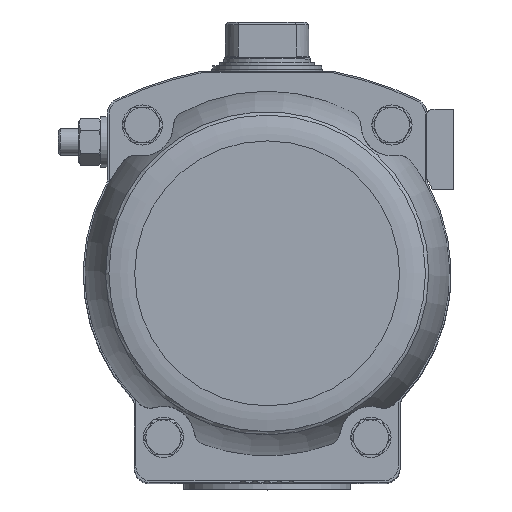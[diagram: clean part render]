
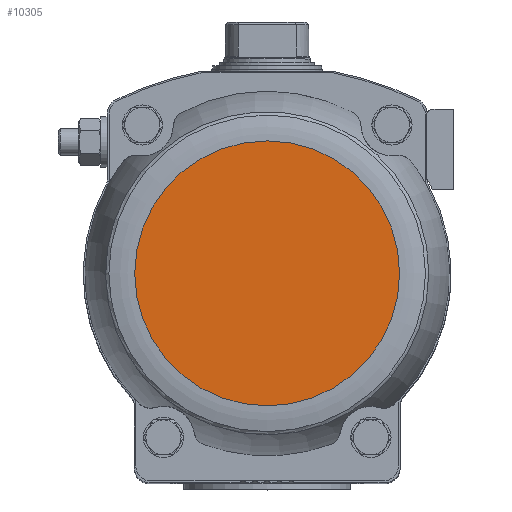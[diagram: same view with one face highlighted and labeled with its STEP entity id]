
A CAD part, top view. The second image highlights one B-rep face of the part: STEP entity #10305.
In plain terms, the highlighted planar face has unit normal (0, 0, 1).
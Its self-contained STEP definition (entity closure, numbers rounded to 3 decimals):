
#405=PLANE('',#11364);
#3529=ORIENTED_EDGE('',*,*,#5786,.T.);
#5786=EDGE_CURVE('',#7050,#7050,#7766,.T.);
#7050=VERTEX_POINT('',#17387);
#7766=CIRCLE('',#11363,79.195);
#8434=EDGE_LOOP('',(#3529));
#9340=FACE_BOUND('',#8434,.T.);
#10305=ADVANCED_FACE('',(#9340),#405,.F.);
#11363=AXIS2_PLACEMENT_3D('',#17386,#13601,#13602);
#11364=AXIS2_PLACEMENT_3D('',#17388,#13603,#13604);
#13601=DIRECTION('',(0.,0.,1.));
#13602=DIRECTION('',(1.,0.,0.));
#13603=DIRECTION('',(0.,0.,-1.));
#13604=DIRECTION('',(-1.,0.,0.));
#17386=CARTESIAN_POINT('',(0.,0.,259.65));
#17387=CARTESIAN_POINT('',(79.195,0.,259.65));
#17388=CARTESIAN_POINT('',(79.195,0.,259.65));
